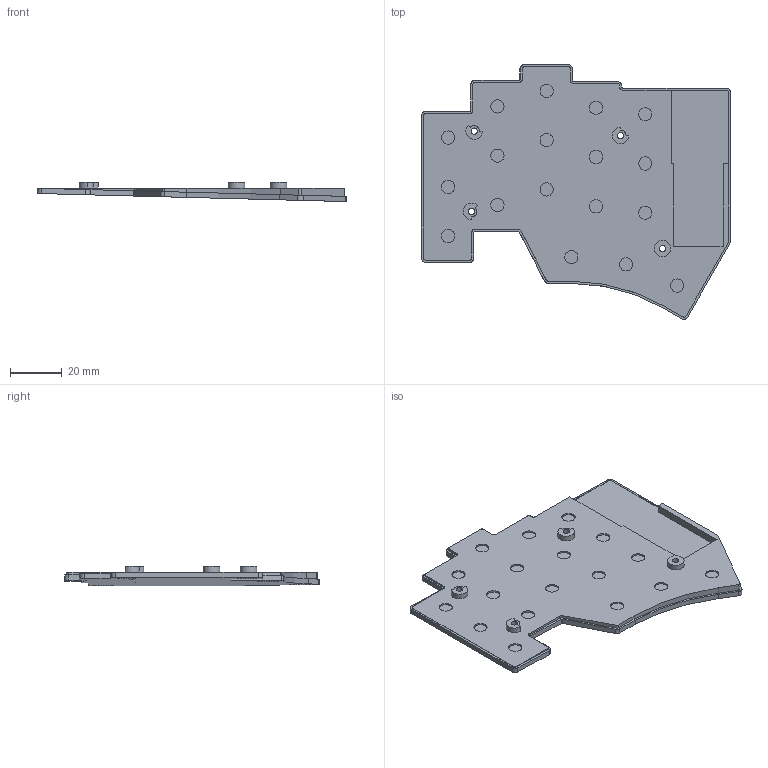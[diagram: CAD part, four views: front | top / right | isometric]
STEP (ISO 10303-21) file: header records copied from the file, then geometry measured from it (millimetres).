
FILE_DESCRIPTION(/* description */ (''),/* implementation_level */ '2;1');
FILE_NAME(/* name */ 'bottom.step.step',/* time_stamp */ '2023-12-11T22:19:16+03:00',/* author */ (''),/* organization */ (''),/* preprocessor_version */ 'ST-DEVELOPER v20',/* originating_system */ 'Autodesk Translation Framework v12.14.0.127',/* authorisation */ '');
FILE_SCHEMA (('AUTOMOTIVE_DESIGN { 1 0 10303 214 3 1 1 }'));
Length unit declared in the file: millimetre
Products named in the file (1): Tilted Bottom
Bounding box: 119.21 x 98.18 x 7.38 mm (x, y, z)
Volume: 27454.8 mm3; surface area: 19796.9 mm2
Topology: 1 solids, 1 shells, 225 faces, 560 edges, 366 vertices
Faces by surface type: plane 154, cylinder 71
Full cylindrical faces by diameter (mm): 2.4 x4, 5.1 x18, 6.4 x1, 8.2 x6
Entity records: 6721 total; most frequent: DIRECTION 1166, CARTESIAN_POINT 1152, ORIENTED_EDGE 1120, EDGE_CURVE 560, LINE 406, VECTOR 406, AXIS2_PLACEMENT_3D 380, VERTEX_POINT 366
